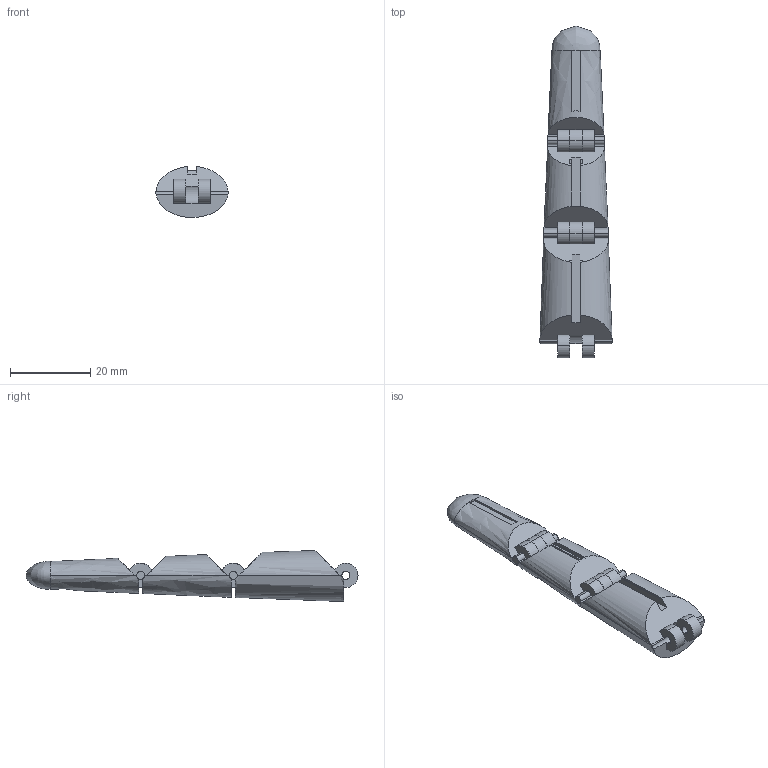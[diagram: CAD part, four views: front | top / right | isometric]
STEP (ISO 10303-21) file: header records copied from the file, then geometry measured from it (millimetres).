
FILE_DESCRIPTION (( 'STEP AP214' ), '1' );
FILE_NAME ('finger 3.STEP', '2025-11-24T19:45:36', ( '' ), ( '' ), 'SwSTEP 2.0', 'SolidWorks 2023', '' );
FILE_SCHEMA (( 'AUTOMOTIVE_DESIGN' ));
Length unit declared in the file: centimetre
Products named in the file (6): part2; mate 1; mate 2; part 1; part3; finger 3
Assembly tree (5 placements, depth 2):
  finger 3
    part 1
    part2
    part3
    mate 1
    mate 2
Bounding box: 17.96 x 82.5 x 12.69 mm (x, y, z)
Volume: 8002.9 mm3; surface area: 4593.2 mm2
Topology: 5 solids, 6 shells, 141 faces, 387 edges, 250 vertices
Faces by surface type: plane 78, cylinder 55, bspline 8
Entity records: 6344 total; most frequent: CARTESIAN_POINT 2604, ORIENTED_EDGE 770, DIRECTION 721, EDGE_CURVE 385, AXIS2_PLACEMENT_3D 253, VERTEX_POINT 250, LINE 215, VECTOR 215
